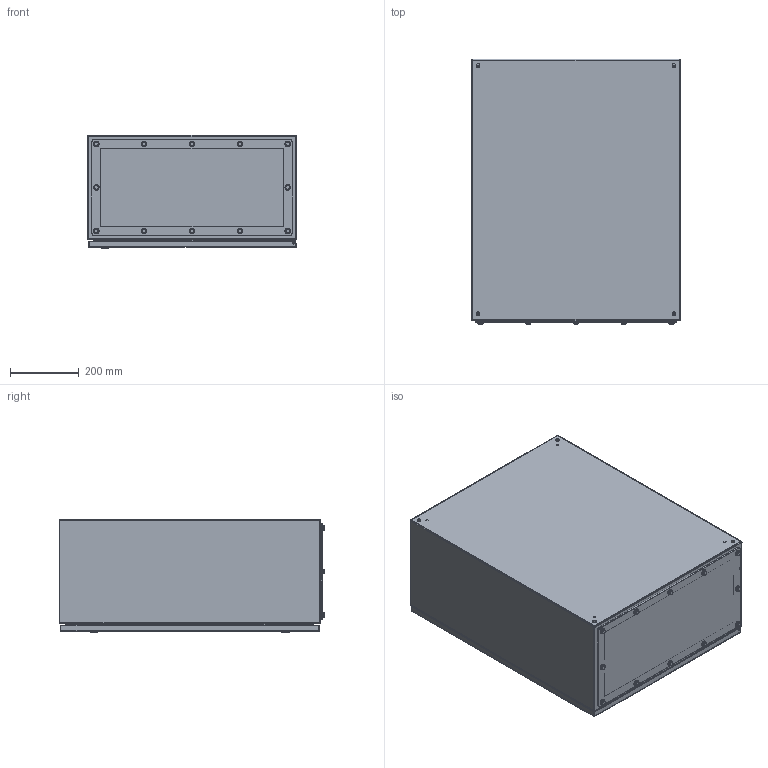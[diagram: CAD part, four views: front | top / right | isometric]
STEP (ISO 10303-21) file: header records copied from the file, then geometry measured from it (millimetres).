
FILE_DESCRIPTION(/* description */ ('N412,SD,30X24X12,ULTIMATE,GLAND PLATE'),/* implementation_level */ '2;1');
FILE_NAME(/* name */ 'N412302412CGP.stp',/* time_stamp */ '2020-01-06T15:58:11-06:00',/* author */ ('GJ'),/* organization */ (''),/* preprocessor_version */ 'ST-DEVELOPER v18',/* originating_system */ 'Autodesk Inventor 2020',/* authorisation */ '');
FILE_SCHEMA (('AUTOMOTIVE_DESIGN { 1 0 10303 214 3 1 1 }'));
Products named in the file (30): N412302412CGP; N4123024CGPLID; N412302412CGPBKP; N412C3024FIP; GP2412; GP2412GP; GP2412GSK; HFW3161; 3889; HFW328210; HFW328209; HFW328207_21068-BOX LEAF_316SS; HFW328207_21068-PIN_316SS; HFW328207_21068-POM CLIP; HFW328207_17723-UTI BRACKET; HFW328207_17380_316 SS; HFW328207_17910; 35124; 1000-u155_asm; 1000-14; 1000-24; 1000-u142_asm; 1000-318; 1000-03; 1000-277-01; 38846; 30221; 3907; ANSI B18.6.3 - 1/4 - 28; 3905
Assembly tree (83 placements, depth 4):
  N412302412CGP
    N4123024CGPLID
    N412302412CGPBKP
    N412C3024FIP
    GP2412
      GP2412GP
      GP2412GSK
    HFW3161  x2
    3889  x4
    HFW328210  x2
    35124  x2
      1000-u155_asm
      1000-14
      1000-24
      1000-u142_asm
        1000-318
        1000-03
        1000-277-01
    HFW328209  x2
      HFW328207_21068-BOX LEAF_316SS
      HFW328207_21068-PIN_316SS
      HFW328207_21068-POM CLIP
      HFW328207_17723-UTI BRACKET
      HFW328207_17380_316 SS
      HFW328207_17910
    38846  x2
    30221  x12
    3907  x12
    ANSI B18.6.3 - 1/4 - 28  x12
    3905  x12
Bounding box: 609.6 x 775.2 x 331.31 mm (x, y, z)
Volume: 4183627 mm3; surface area: 4156753.2 mm2
Topology: 95 solids, 99 shells, 2859 faces, 7162 edges, 4536 vertices
Faces by surface type: plane 1135, cylinder 908, cone 472, bspline 266, torus 70, sphere 8
Full cylindrical faces by diameter (mm): 2.362 x4, 3.317 x68, 3.454 x4, 3.5 x4, 3.962 x2, 4.039 x4, 4.064 x12, 4.166 x68, 4.25 x4, 4.572 x6, 4.724 x16, 4.775 x6, 5 x2, 5.359 x12, 5.969 x12, 6 x2, 6.35 x22, 6.502 x4, 6.985 x12, 7.137 x36, 7.366 x12, 8.128 x4, 8.382 x8, 8.56 x2, 9.144 x4, 9.9 x2, 10 x4, 10.2 x2, 11.05 x2, 11.112 x4
Entity records: 47778 total; most frequent: CARTESIAN_POINT 17277, ORIENTED_EDGE 5950, DIRECTION 5926, EDGE_CURVE 2977, AXIS2_PLACEMENT_3D 2214, VERTEX_POINT 1881, LINE 1498, VECTOR 1498
